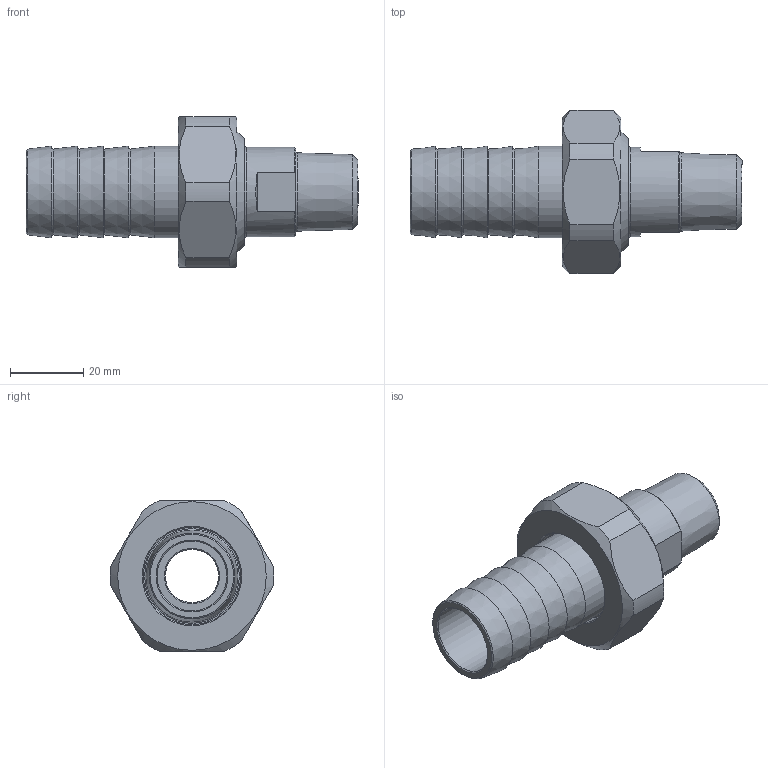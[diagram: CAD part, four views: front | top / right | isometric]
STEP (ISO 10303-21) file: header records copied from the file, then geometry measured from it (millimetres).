
FILE_DESCRIPTION(/* description */ (''),/* implementation_level */ '2;1');
FILE_NAME(/* name */ '3D_R666-SLE-UG-25-DN25-DN15_171130920.stp',/* time_stamp */ '2021-07-14T08:47:22+02:00',/* author */ ('cad'),/* organization */ (''),/* preprocessor_version */ 'ST-DEVELOPER v18.1',/* originating_system */ 'Autodesk Inventor 2022',/* authorisation */ '');
FILE_SCHEMA (('AUTOMOTIVE_DESIGN { 1 0 10303 214 3 1 1 }'));
Length unit declared in the file: millimetre
Products named in the file (4): 3D_R666-SLE-UG-25-DN25-DN15_171130920; 3D_R666-M-DN25_17113930; 3D_R666-UG-DN15-DN25_17113620; 3D_R666-SLE-25-DN25_17113450
Assembly tree (3 placements, depth 2):
  3D_R666-SLE-UG-25-DN25-DN15_171130920
    3D_R666-M-DN25_17113930
    3D_R666-UG-DN15-DN25_17113620
    3D_R666-SLE-25-DN25_17113450
Bounding box: 90.5 x 44.68 x 41 mm (x, y, z)
Volume: 34741.4 mm3; surface area: 18678.5 mm2
Topology: 3 solids, 3 shells, 70 faces, 167 edges, 110 vertices
Faces by surface type: plane 25, cone 23, cylinder 14, torus 8
Full cylindrical faces by diameter (mm): 14.5 x1, 19 x1, 24.5 x1, 25 x1, 26.5 x1, 29.5 x1, 30.291 x1, 33.1 x1
Entity records: 2228 total; most frequent: CARTESIAN_POINT 405, DIRECTION 399, ORIENTED_EDGE 334, AXIS2_PLACEMENT_3D 174, EDGE_CURVE 167, VERTEX_POINT 110, CIRCLE 95, EDGE_LOOP 83
